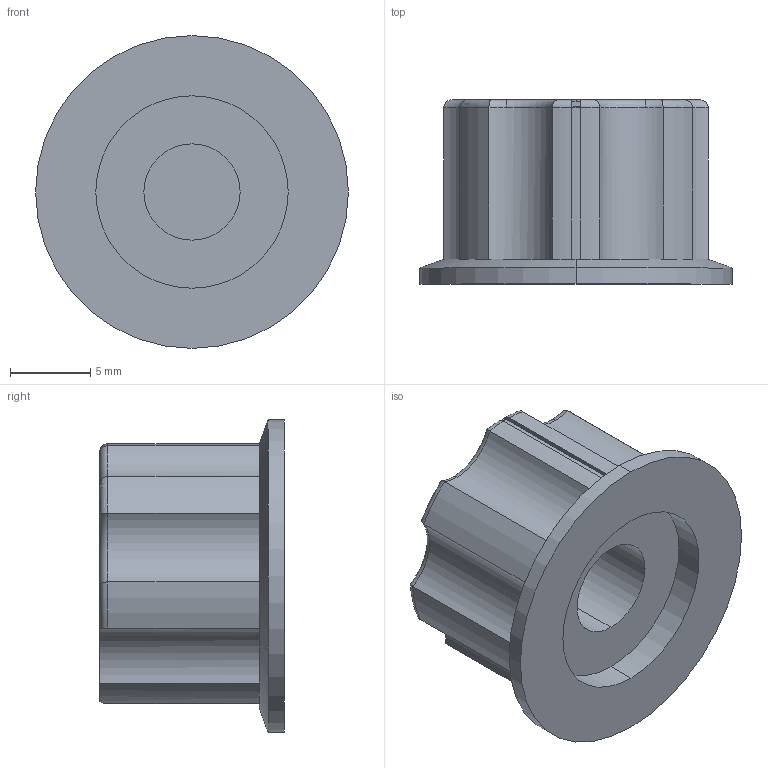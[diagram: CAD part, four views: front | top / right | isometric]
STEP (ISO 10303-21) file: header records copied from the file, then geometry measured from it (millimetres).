
FILE_DESCRIPTION (( 'STEP AP214' ), '1' );
FILE_NAME ('pot knob.STEP', '2015-05-16T14:35:40', ( '' ), ( '' ), 'SwSTEP 2.0', 'SolidWorks 2014', '' );
FILE_SCHEMA (( 'AUTOMOTIVE_DESIGN' ));
Length unit declared in the file: millimetre
Products named in the file (1): pot knob
Bounding box: 19.5 x 11.5 x 19.5 mm (x, y, z)
Volume: 1908.8 mm3; surface area: 1642.9 mm2
Topology: 3 solids, 3 shells, 73 faces, 168 edges, 103 vertices
Faces by surface type: cylinder 33, plane 22, torus 16, cone 2
Entity records: 2325 total; most frequent: CARTESIAN_POINT 450, DIRECTION 385, ORIENTED_EDGE 336, EDGE_CURVE 168, AXIS2_PLACEMENT_3D 162, VERTEX_POINT 103, CIRCLE 88, EDGE_LOOP 75
